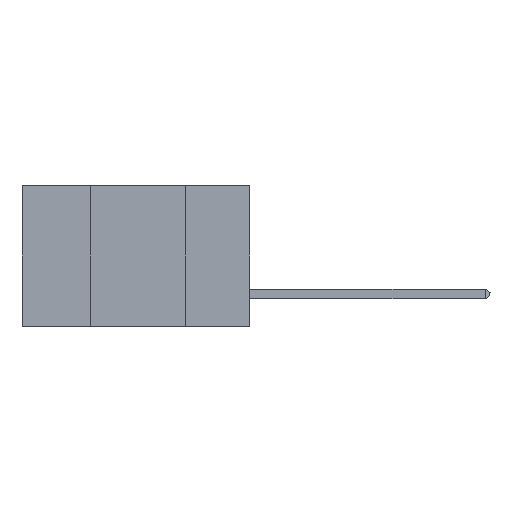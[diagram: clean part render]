
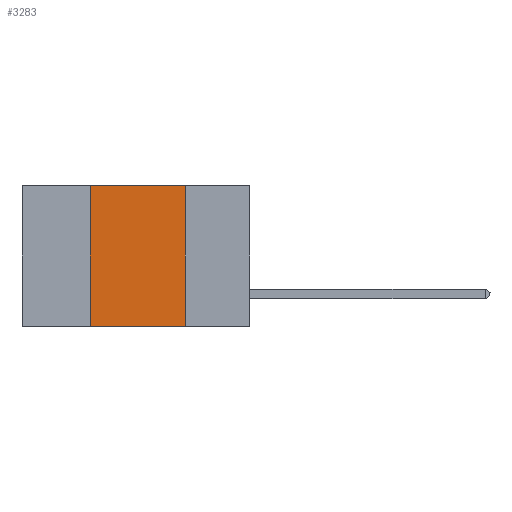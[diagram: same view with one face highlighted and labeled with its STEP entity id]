
A CAD part, left-side view. The second image highlights one B-rep face of the part: STEP entity #3283.
In plain terms, the highlighted planar face has unit normal (-1, 0, 0).
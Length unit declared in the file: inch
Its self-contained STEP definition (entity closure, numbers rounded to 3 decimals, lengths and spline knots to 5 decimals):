
#1189 = ORIENTED_EDGE ( 'NONE', *, *, #3827, .T. ) ;
#1261 = EDGE_CURVE ( 'NONE', #13844, #13826, #20986, .T. ) ;
#3283 = ADVANCED_FACE ( 'NONE', ( #39655 ), #19730, .F. ) ;
#3827 = EDGE_CURVE ( 'NONE', #21170, #26183, #7451, .T. ) ;
#5295 = DIRECTION ( 'NONE',  ( 0., 0., -1. ) ) ;
#5932 = DIRECTION ( 'NONE',  ( 0., 0., 1. ) ) ;
#7451 = LINE ( 'NONE', #24980, #32504 ) ;
#8315 = ORIENTED_EDGE ( 'NONE', *, *, #1261, .F. ) ;
#8583 = DIRECTION ( 'NONE',  ( 0., -1., 0. ) ) ;
#11901 = CARTESIAN_POINT ( 'NONE',  ( 0., 0.42, 0. ) ) ;
#12467 = CARTESIAN_POINT ( 'NONE',  ( 0., 0.42, 0. ) ) ;
#13826 = VERTEX_POINT ( 'NONE', #37422 ) ;
#13844 = VERTEX_POINT ( 'NONE', #11901 ) ;
#14890 = EDGE_LOOP ( 'NONE', ( #36290, #8315, #20099, #1189 ) ) ;
#19730 = PLANE ( 'NONE',  #34513 ) ;
#19942 = LINE ( 'NONE', #12467, #22018 ) ;
#20099 = ORIENTED_EDGE ( 'NONE', *, *, #31431, .F. ) ;
#20862 = DIRECTION ( 'NONE',  ( 1., 0., 0. ) ) ;
#20986 = LINE ( 'NONE', #34693, #29174 ) ;
#21170 = VERTEX_POINT ( 'NONE', #24101 ) ;
#22018 = VECTOR ( 'NONE', #5932, 39.37008 ) ;
#23124 = CARTESIAN_POINT ( 'NONE',  ( 0., 0.6, 0. ) ) ;
#24101 = CARTESIAN_POINT ( 'NONE',  ( 0., 0.42, -0.37 ) ) ;
#24940 = CARTESIAN_POINT ( 'NONE',  ( 0., 0.17, 0. ) ) ;
#24980 = CARTESIAN_POINT ( 'NONE',  ( 0., 0.6, -0.37 ) ) ;
#26183 = VERTEX_POINT ( 'NONE', #26853 ) ;
#26853 = CARTESIAN_POINT ( 'NONE',  ( 0., 0.17, -0.37 ) ) ;
#28287 = DIRECTION ( 'NONE',  ( 0., -1., 0. ) ) ;
#29174 = VECTOR ( 'NONE', #28287, 39.37008 ) ;
#30832 = EDGE_CURVE ( 'NONE', #13826, #26183, #32286, .T. ) ;
#31431 = EDGE_CURVE ( 'NONE', #21170, #13844, #19942, .T. ) ;
#31780 = DIRECTION ( 'NONE',  ( 0., 0., -1. ) ) ;
#32286 = LINE ( 'NONE', #24940, #35806 ) ;
#32504 = VECTOR ( 'NONE', #8583, 39.37008 ) ;
#34513 = AXIS2_PLACEMENT_3D ( 'NONE', #23124, #20862, #5295 ) ;
#34693 = CARTESIAN_POINT ( 'NONE',  ( 0., 0.6, 0. ) ) ;
#35806 = VECTOR ( 'NONE', #31780, 39.37008 ) ;
#36290 = ORIENTED_EDGE ( 'NONE', *, *, #30832, .F. ) ;
#37422 = CARTESIAN_POINT ( 'NONE',  ( 0., 0.17, 0. ) ) ;
#39655 = FACE_OUTER_BOUND ( 'NONE', #14890, .T. ) ;
